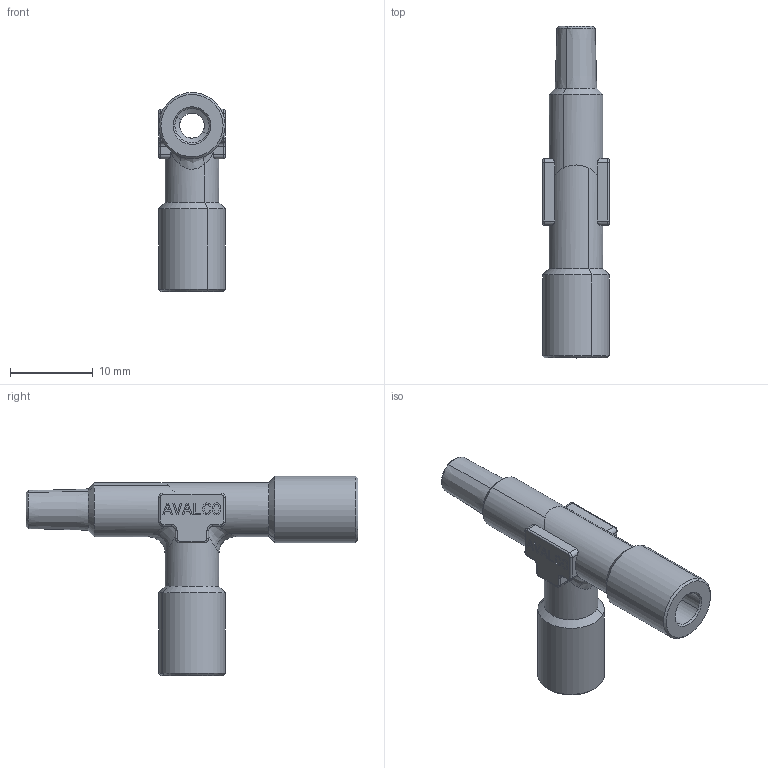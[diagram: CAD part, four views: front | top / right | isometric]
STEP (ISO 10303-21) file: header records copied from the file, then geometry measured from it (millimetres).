
FILE_DESCRIPTION(( 'RA.46BM5.M5.stp' ), '1');
FILE_NAME( 'RA.46BM5.M5.stp', '2018-10-12T09:40:33',( 'Sopra'),('sopra-pneumatic.com'), 'SwSTEP 2.0','SolidWorks 2009','' );
FILE_SCHEMA(('CONFIG_CONTROL_DESIGN'));
Length unit declared in the file: millimetre
Products named in the file (1): DN070-M5HM5H
Bounding box: 8 x 40 x 24 mm (x, y, z)
Volume: 1701.5 mm3; surface area: 1946.4 mm2
Topology: 1 solids, 1 shells, 355 faces, 941 edges, 605 vertices
Faces by surface type: plane 245, cylinder 56, torus 24, cone 24, bspline 6
Entity records: 10741 total; most frequent: CARTESIAN_POINT 2428, ORIENTED_EDGE 1862, DIRECTION 1421, EDGE_CURVE 931, VECTOR 740, LINE 740, VERTEX_POINT 600, AXIS2_PLACEMENT_3D 411
